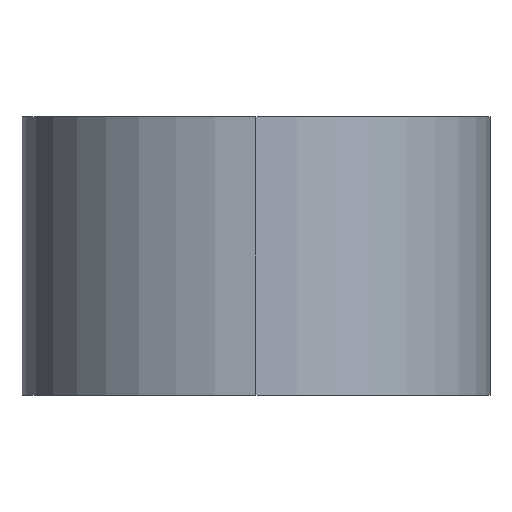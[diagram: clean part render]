
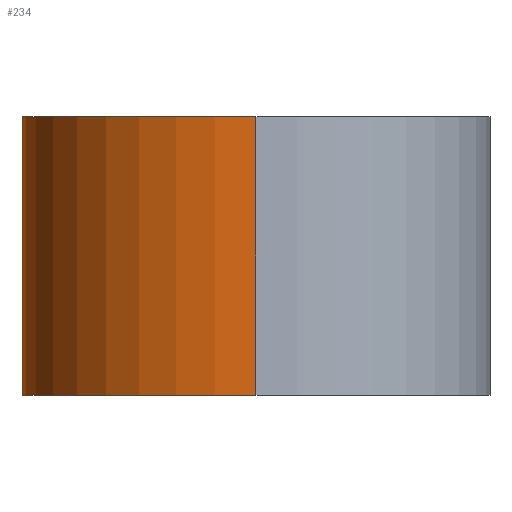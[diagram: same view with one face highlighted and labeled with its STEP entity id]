
A CAD part, left-side view. The second image highlights one B-rep face of the part: STEP entity #234.
In plain terms, the highlighted cylindrical face has radius 8.4 mm (diameter 16.8 mm), a partial arc.
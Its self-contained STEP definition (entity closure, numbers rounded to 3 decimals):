
#13 = CARTESIAN_POINT ( 'NONE',  ( -8.4, 0., 5. ) ) ;
#37 = CARTESIAN_POINT ( 'NONE',  ( 8.4, 0., -5. ) ) ;
#148 = DIRECTION ( 'NONE',  ( 0., 0., 1. ) ) ;
#176 = CIRCLE ( 'NONE', #466, 8.4 ) ;
#184 = AXIS2_PLACEMENT_3D ( 'NONE', #865, #467, #654 ) ;
#185 = CYLINDRICAL_SURFACE ( 'NONE', #184, 8.4 ) ;
#187 = VECTOR ( 'NONE', #788, 1000. ) ;
#193 = ORIENTED_EDGE ( 'NONE', *, *, #314, .T. ) ;
#203 = CARTESIAN_POINT ( 'NONE',  ( -8.4, 0., 5. ) ) ;
#234 = ADVANCED_FACE ( 'NONE', ( #821 ), #185, .T. ) ;
#237 = ORIENTED_EDGE ( 'NONE', *, *, #401, .F. ) ;
#270 = VERTEX_POINT ( 'NONE', #203 ) ;
#307 = VERTEX_POINT ( 'NONE', #527 ) ;
#308 = CARTESIAN_POINT ( 'NONE',  ( 8.4, 0., 5. ) ) ;
#314 = EDGE_CURVE ( 'NONE', #606, #615, #176, .T. ) ;
#353 = EDGE_CURVE ( 'NONE', #307, #270, #414, .T. ) ;
#375 = EDGE_LOOP ( 'NONE', ( #733, #664, #193, #237 ) ) ;
#386 = AXIS2_PLACEMENT_3D ( 'NONE', #734, #148, #482 ) ;
#387 = DIRECTION ( 'NONE',  ( 0., 0., 1. ) ) ;
#401 = EDGE_CURVE ( 'NONE', #270, #615, #749, .T. ) ;
#414 = CIRCLE ( 'NONE', #386, 8.4 ) ;
#466 = AXIS2_PLACEMENT_3D ( 'NONE', #799, #387, #671 ) ;
#467 = DIRECTION ( 'NONE',  ( 0., 0., -1. ) ) ;
#479 = DIRECTION ( 'NONE',  ( 0., 0., -1. ) ) ;
#482 = DIRECTION ( 'NONE',  ( 1., 0., 0. ) ) ;
#511 = CARTESIAN_POINT ( 'NONE',  ( -8.4, 0., -5. ) ) ;
#527 = CARTESIAN_POINT ( 'NONE',  ( 8.4, 0., 5. ) ) ;
#606 = VERTEX_POINT ( 'NONE', #37 ) ;
#615 = VERTEX_POINT ( 'NONE', #511 ) ;
#654 = DIRECTION ( 'NONE',  ( -1., 0., 0. ) ) ;
#664 = ORIENTED_EDGE ( 'NONE', *, *, #672, .T. ) ;
#671 = DIRECTION ( 'NONE',  ( 1., 0., 0. ) ) ;
#672 = EDGE_CURVE ( 'NONE', #307, #606, #800, .T. ) ;
#733 = ORIENTED_EDGE ( 'NONE', *, *, #353, .F. ) ;
#734 = CARTESIAN_POINT ( 'NONE',  ( 0., 0., 5. ) ) ;
#749 = LINE ( 'NONE', #13, #789 ) ;
#788 = DIRECTION ( 'NONE',  ( 0., 0., -1. ) ) ;
#789 = VECTOR ( 'NONE', #479, 1000. ) ;
#799 = CARTESIAN_POINT ( 'NONE',  ( 0., 0., -5. ) ) ;
#800 = LINE ( 'NONE', #308, #187 ) ;
#821 = FACE_OUTER_BOUND ( 'NONE', #375, .T. ) ;
#865 = CARTESIAN_POINT ( 'NONE',  ( 0., 0., 5. ) ) ;
